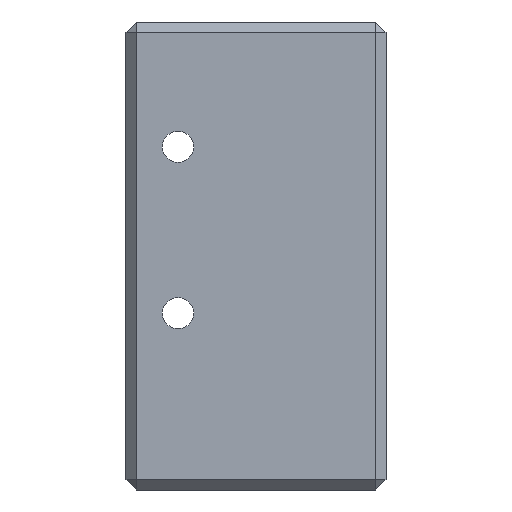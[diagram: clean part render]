
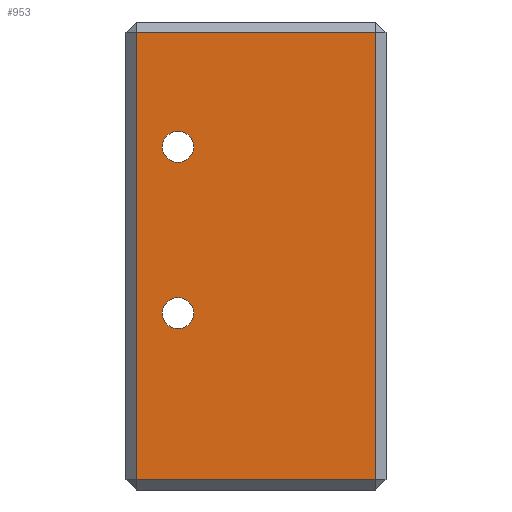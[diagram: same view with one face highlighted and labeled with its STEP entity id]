
A CAD part, left-side view. The second image highlights one B-rep face of the part: STEP entity #953.
In plain terms, the highlighted planar face has unit normal (-1, 0, 0).
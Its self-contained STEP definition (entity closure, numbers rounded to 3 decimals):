
#45=FACE_BOUND('',#187,.T.);
#46=FACE_BOUND('',#188,.T.);
#72=CIRCLE('',#1044,1.5);
#73=CIRCLE('',#1045,1.5);
#120=FACE_OUTER_BOUND('',#186,.T.);
#186=EDGE_LOOP('',(#803,#804,#805,#806));
#187=EDGE_LOOP('',(#807));
#188=EDGE_LOOP('',(#808));
#286=LINE('',#1518,#387);
#289=LINE('',#1523,#390);
#291=LINE('',#1526,#392);
#292=LINE('',#1528,#393);
#387=VECTOR('',#1229,10.);
#390=VECTOR('',#1236,10.);
#392=VECTOR('',#1240,10.);
#393=VECTOR('',#1243,10.);
#460=VERTEX_POINT('',#1485);
#463=VERTEX_POINT('',#1500);
#465=VERTEX_POINT('',#1508);
#466=VERTEX_POINT('',#1512);
#478=VERTEX_POINT('',#1561);
#479=VERTEX_POINT('',#1563);
#574=EDGE_CURVE('',#466,#463,#286,.T.);
#577=EDGE_CURVE('',#465,#466,#289,.T.);
#579=EDGE_CURVE('',#460,#465,#291,.T.);
#580=EDGE_CURVE('',#463,#460,#292,.T.);
#596=EDGE_CURVE('',#478,#478,#72,.T.);
#597=EDGE_CURVE('',#479,#479,#73,.T.);
#803=ORIENTED_EDGE('',*,*,#574,.F.);
#804=ORIENTED_EDGE('',*,*,#577,.F.);
#805=ORIENTED_EDGE('',*,*,#579,.F.);
#806=ORIENTED_EDGE('',*,*,#580,.F.);
#807=ORIENTED_EDGE('',*,*,#596,.T.);
#808=ORIENTED_EDGE('',*,*,#597,.T.);
#909=PLANE('',#1043);
#953=ADVANCED_FACE('',(#120,#45,#46),#909,.T.);
#1043=AXIS2_PLACEMENT_3D('',#1560,#1281,#1282);
#1044=AXIS2_PLACEMENT_3D('',#1562,#1283,#1284);
#1045=AXIS2_PLACEMENT_3D('',#1564,#1285,#1286);
#1229=DIRECTION('',(0.,1.,0.));
#1236=DIRECTION('',(0.,0.,-1.));
#1240=DIRECTION('',(0.,-1.,0.));
#1243=DIRECTION('',(0.,0.,1.));
#1281=DIRECTION('center_axis',(-1.,0.,0.));
#1282=DIRECTION('ref_axis',(0.,-1.,0.));
#1283=DIRECTION('center_axis',(1.,0.,0.));
#1284=DIRECTION('ref_axis',(0.,-1.,0.));
#1285=DIRECTION('center_axis',(1.,0.,0.));
#1286=DIRECTION('ref_axis',(0.,-1.,0.));
#1485=CARTESIAN_POINT('',(-72.5,11.5,44.));
#1500=CARTESIAN_POINT('',(-72.5,11.5,1.));
#1508=CARTESIAN_POINT('',(-72.5,-11.5,44.));
#1512=CARTESIAN_POINT('',(-72.5,-11.5,1.));
#1518=CARTESIAN_POINT('',(-72.5,6.25,1.));
#1523=CARTESIAN_POINT('',(-72.5,-11.5,0.));
#1526=CARTESIAN_POINT('',(-72.5,6.25,44.));
#1528=CARTESIAN_POINT('',(-72.5,11.5,0.));
#1560=CARTESIAN_POINT('Origin',(-72.5,12.5,0.));
#1561=CARTESIAN_POINT('',(-72.5,9.,17.));
#1562=CARTESIAN_POINT('Origin',(-72.5,7.5,17.));
#1563=CARTESIAN_POINT('',(-72.5,9.,33.));
#1564=CARTESIAN_POINT('Origin',(-72.5,7.5,33.));
